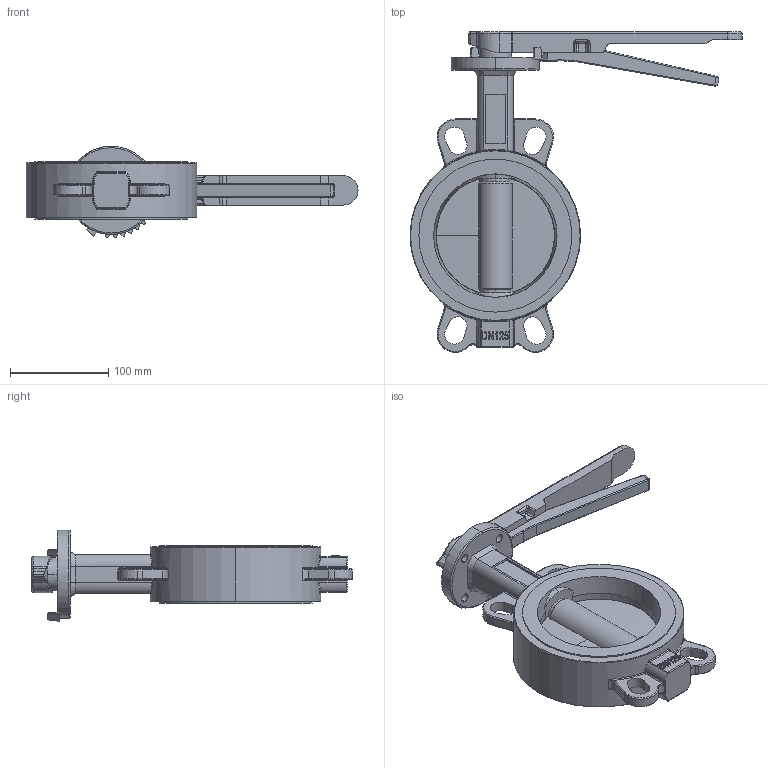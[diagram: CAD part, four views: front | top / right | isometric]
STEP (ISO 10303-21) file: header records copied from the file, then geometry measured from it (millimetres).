
FILE_DESCRIPTION (( 'STEP AP203' ), '1' );
FILE_NAME ('J9.000125L16C.STEP', '2018-10-09T07:11:32', ( '' ), ( '' ), 'SwSTEP 2.0', 'SolidWorks 2014', '' );
FILE_SCHEMA (( 'CONFIG_CONTROL_DESIGN' ));
Length unit declared in the file: millimetre
Products named in the file (1): J9.000125L16C
Bounding box: 338.5 x 327 x 93.32 mm (x, y, z)
Volume: 1295335.8 mm3; surface area: 176498 mm2
Topology: 1 solids, 7 shells, 586 faces, 1488 edges, 905 vertices
Faces by surface type: plane 195, cylinder 193, torus 78, bspline 67, cone 37, sphere 16
Entity records: 20955 total; most frequent: CARTESIAN_POINT 7236, ORIENTED_EDGE 2918, DIRECTION 2810, EDGE_CURVE 1459, AXIS2_PLACEMENT_3D 1067, VERTEX_POINT 905, LINE 676, VECTOR 676
